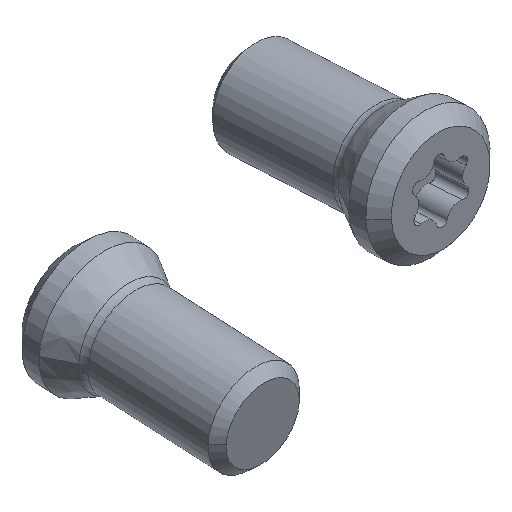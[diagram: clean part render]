
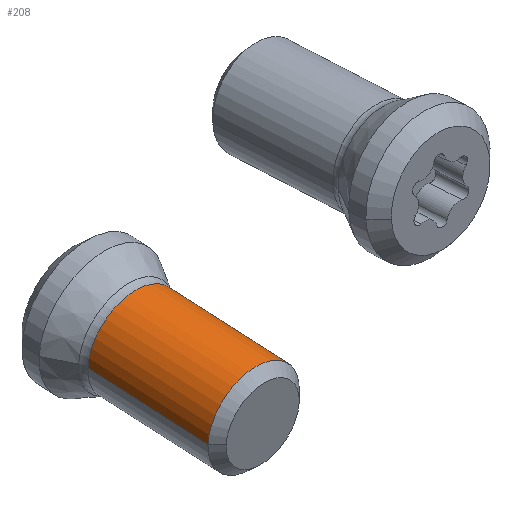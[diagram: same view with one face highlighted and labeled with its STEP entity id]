
A CAD part, isometric view. The second image highlights one B-rep face of the part: STEP entity #208.
In plain terms, the highlighted cylindrical face has radius 2.5 mm (diameter 5 mm), a partial arc.
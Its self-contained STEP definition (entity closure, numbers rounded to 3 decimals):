
#63=CYLINDRICAL_SURFACE('',#1144,2.5);
#115=LINE('',#1773,#159);
#116=LINE('',#1775,#160);
#159=VECTOR('',#1435,1.);
#160=VECTOR('',#1436,1.);
#208=ADVANCED_FACE('',(#267),#63,.T.);
#267=FACE_OUTER_BOUND('',#321,.T.);
#321=EDGE_LOOP('',(#497,#498,#499,#500));
#497=ORIENTED_EDGE('',*,*,#808,.F.);
#498=ORIENTED_EDGE('',*,*,#807,.F.);
#499=ORIENTED_EDGE('',*,*,#809,.F.);
#500=ORIENTED_EDGE('',*,*,#810,.F.);
#685=VERTEX_POINT('',#1768);
#686=VERTEX_POINT('',#1770);
#687=VERTEX_POINT('',#1774);
#688=VERTEX_POINT('',#1776);
#807=EDGE_CURVE('',#686,#685,#927,.T.);
#808=EDGE_CURVE('',#685,#687,#115,.T.);
#809=EDGE_CURVE('',#688,#686,#116,.T.);
#810=EDGE_CURVE('',#687,#688,#928,.T.);
#927=CIRCLE('',#1141,2.5);
#928=CIRCLE('',#1143,2.5);
#1141=AXIS2_PLACEMENT_3D('',#1771,#1431,#1432);
#1143=AXIS2_PLACEMENT_3D('',#1777,#1437,#1438);
#1144=AXIS2_PLACEMENT_3D('',#1778,#1439,#1440);
#1431=DIRECTION('',(0.,-0.999,-0.052));
#1432=DIRECTION('',(1.,0.,0.));
#1435=DIRECTION('',(0.,0.999,0.052));
#1436=DIRECTION('',(0.,-0.999,-0.052));
#1437=DIRECTION('',(0.,0.999,0.052));
#1438=DIRECTION('',(-1.,0.,0.));
#1439=DIRECTION('',(0.,-0.999,-0.052));
#1440=DIRECTION('',(-1.,0.,0.));
#1768=CARTESIAN_POINT('',(-10.216,-9.046,-113.477));
#1770=CARTESIAN_POINT('',(-5.216,-9.046,-113.477));
#1771=CARTESIAN_POINT('',(-7.716,-9.046,-113.477));
#1773=CARTESIAN_POINT('',(-10.216,-9.046,-113.477));
#1774=CARTESIAN_POINT('',(-10.216,-2.469,-113.132));
#1775=CARTESIAN_POINT('',(-5.216,-2.469,-113.132));
#1776=CARTESIAN_POINT('',(-5.216,-2.469,-113.132));
#1777=CARTESIAN_POINT('',(-7.716,-2.469,-113.132));
#1778=CARTESIAN_POINT('',(-7.716,-2.338,-113.125));
